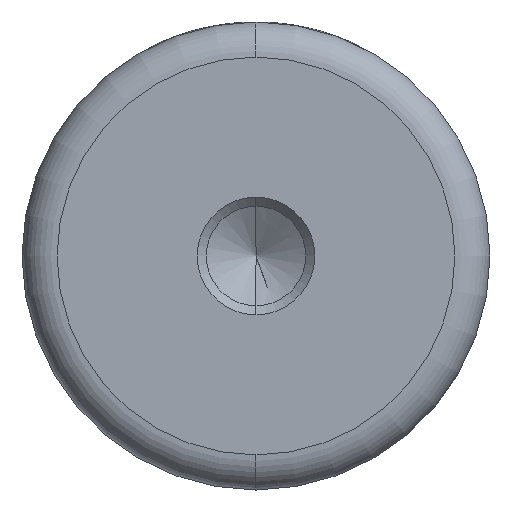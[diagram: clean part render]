
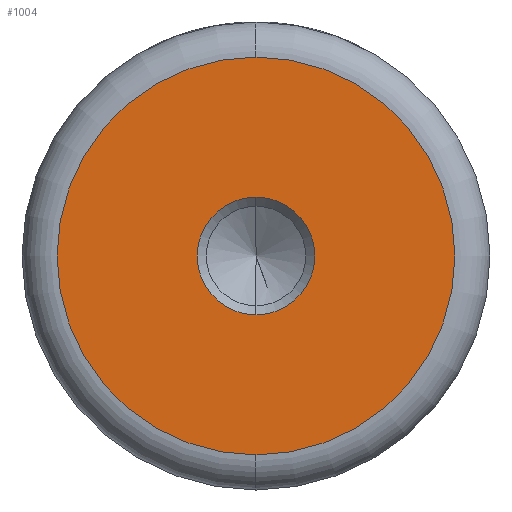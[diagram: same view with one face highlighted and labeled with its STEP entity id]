
A CAD part, left-side view. The second image highlights one B-rep face of the part: STEP entity #1004.
In plain terms, the highlighted planar face has unit normal (-1, 0, 0).
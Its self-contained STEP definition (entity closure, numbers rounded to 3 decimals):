
#16 = CARTESIAN_POINT ( 'NONE',  ( 0., 0., 0. ) ) ;
#34 = VERTEX_POINT ( 'NONE', #1010 ) ;
#36 = VERTEX_POINT ( 'NONE', #490 ) ;
#38 = CARTESIAN_POINT ( 'NONE',  ( 0., 0., 0. ) ) ;
#135 = DIRECTION ( 'NONE',  ( 0., 0., 1. ) ) ;
#149 = CARTESIAN_POINT ( 'NONE',  ( 0., 0., 5.025 ) ) ;
#154 = FACE_OUTER_BOUND ( 'NONE', #934, .T. ) ;
#158 = DIRECTION ( 'NONE',  ( 0., 0., 1. ) ) ;
#185 = CARTESIAN_POINT ( 'NONE',  ( 0., 0., 0. ) ) ;
#260 = ORIENTED_EDGE ( 'NONE', *, *, #1450, .F. ) ;
#267 = CIRCLE ( 'NONE', #315, 17. ) ;
#293 = AXIS2_PLACEMENT_3D ( 'NONE', #185, #971, #310 ) ;
#310 = DIRECTION ( 'NONE',  ( 0., 0., 1. ) ) ;
#315 = AXIS2_PLACEMENT_3D ( 'NONE', #1152, #486, #1262 ) ;
#325 = ORIENTED_EDGE ( 'NONE', *, *, #1404, .T. ) ;
#386 = AXIS2_PLACEMENT_3D ( 'NONE', #16, #795, #135 ) ;
#461 = AXIS2_PLACEMENT_3D ( 'NONE', #599, #1378, #702 ) ;
#486 = DIRECTION ( 'NONE',  ( -1., 0., 0. ) ) ;
#490 = CARTESIAN_POINT ( 'NONE',  ( 0., 0., -17. ) ) ;
#569 = CARTESIAN_POINT ( 'NONE',  ( 0., 0., -5.025 ) ) ;
#599 = CARTESIAN_POINT ( 'NONE',  ( 0., 0., 0. ) ) ;
#702 = DIRECTION ( 'NONE',  ( 0., 0., 1. ) ) ;
#752 = VERTEX_POINT ( 'NONE', #569 ) ;
#795 = DIRECTION ( 'NONE',  ( -1., 0., 0. ) ) ;
#821 = DIRECTION ( 'NONE',  ( -1., 0., 0. ) ) ;
#854 = CIRCLE ( 'NONE', #386, 5.025 ) ;
#899 = EDGE_CURVE ( 'NONE', #34, #36, #1119, .T. ) ;
#934 = EDGE_LOOP ( 'NONE', ( #962, #325 ) ) ;
#937 = VERTEX_POINT ( 'NONE', #149 ) ;
#962 = ORIENTED_EDGE ( 'NONE', *, *, #899, .T. ) ;
#971 = DIRECTION ( 'NONE',  ( -1., 0., 0. ) ) ;
#1004 = ADVANCED_FACE ( 'NONE', ( #1017, #154 ), #1203, .T. ) ;
#1010 = CARTESIAN_POINT ( 'NONE',  ( 0., 0., 17. ) ) ;
#1017 = FACE_BOUND ( 'NONE', #1361, .T. ) ;
#1063 = AXIS2_PLACEMENT_3D ( 'NONE', #38, #821, #158 ) ;
#1119 = CIRCLE ( 'NONE', #1063, 17. ) ;
#1152 = CARTESIAN_POINT ( 'NONE',  ( 0., 0., 0. ) ) ;
#1203 = PLANE ( 'NONE',  #293 ) ;
#1262 = DIRECTION ( 'NONE',  ( 0., 0., 1. ) ) ;
#1357 = ORIENTED_EDGE ( 'NONE', *, *, #1421, .F. ) ;
#1361 = EDGE_LOOP ( 'NONE', ( #1357, #260 ) ) ;
#1378 = DIRECTION ( 'NONE',  ( -1., 0., 0. ) ) ;
#1380 = CIRCLE ( 'NONE', #461, 5.025 ) ;
#1404 = EDGE_CURVE ( 'NONE', #36, #34, #267, .T. ) ;
#1421 = EDGE_CURVE ( 'NONE', #937, #752, #854, .T. ) ;
#1450 = EDGE_CURVE ( 'NONE', #752, #937, #1380, .T. ) ;
